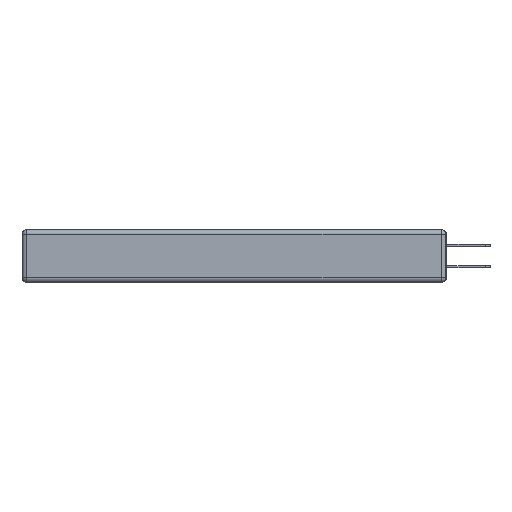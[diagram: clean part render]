
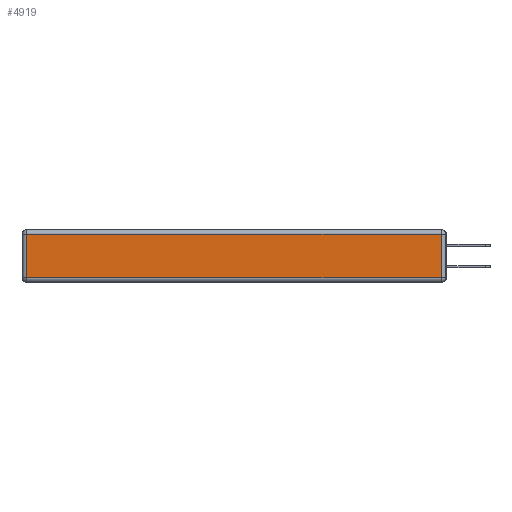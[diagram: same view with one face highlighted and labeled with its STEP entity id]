
A CAD part, left-side view. The second image highlights one B-rep face of the part: STEP entity #4919.
In plain terms, the highlighted planar face has unit normal (-1, 0, 0).
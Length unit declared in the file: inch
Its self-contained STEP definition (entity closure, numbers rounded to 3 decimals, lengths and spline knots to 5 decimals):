
#186 = DIRECTION ( 'NONE',  ( 0., 0., -1. ) ) ;
#458 = CARTESIAN_POINT ( 'NONE',  ( 0., 2.72, -0.343 ) ) ;
#2539 = CARTESIAN_POINT ( 'NONE',  ( 0., 0.03, -0.03 ) ) ;
#3371 = ORIENTED_EDGE ( 'NONE', *, *, #21348, .T. ) ;
#4101 = CARTESIAN_POINT ( 'NONE',  ( 0., 2.72, -0.03 ) ) ;
#4254 = LINE ( 'NONE', #15300, #25315 ) ;
#4392 = EDGE_CURVE ( 'NONE', #8652, #10451, #12107, .T. ) ;
#4919 = ADVANCED_FACE ( 'NONE', ( #29493 ), #29218, .T. ) ;
#5858 = CARTESIAN_POINT ( 'NONE',  ( 0., 2.72, -0.313 ) ) ;
#7157 = CARTESIAN_POINT ( 'NONE',  ( 0., 0.03, -0.313 ) ) ;
#7393 = LINE ( 'NONE', #9724, #9604 ) ;
#8175 = DIRECTION ( 'NONE',  ( 0., 0., 1. ) ) ;
#8423 = DIRECTION ( 'NONE',  ( 0., 0., 1. ) ) ;
#8652 = VERTEX_POINT ( 'NONE', #2539 ) ;
#9403 = LINE ( 'NONE', #458, #18832 ) ;
#9604 = VECTOR ( 'NONE', #8175, 39.37008 ) ;
#9724 = CARTESIAN_POINT ( 'NONE',  ( 0., 0.03, -0.343 ) ) ;
#10451 = VERTEX_POINT ( 'NONE', #4101 ) ;
#10840 = DIRECTION ( 'NONE',  ( 0., -1., 0. ) ) ;
#12107 = LINE ( 'NONE', #29709, #29903 ) ;
#14689 = VERTEX_POINT ( 'NONE', #7157 ) ;
#14907 = ORIENTED_EDGE ( 'NONE', *, *, #4392, .T. ) ;
#15300 = CARTESIAN_POINT ( 'NONE',  ( 0., 0., -0.313 ) ) ;
#15726 = DIRECTION ( 'NONE',  ( 0., 1., 0. ) ) ;
#16309 = EDGE_CURVE ( 'NONE', #14689, #8652, #7393, .T. ) ;
#18832 = VECTOR ( 'NONE', #186, 39.37008 ) ;
#19174 = ORIENTED_EDGE ( 'NONE', *, *, #16309, .T. ) ;
#21348 = EDGE_CURVE ( 'NONE', #10451, #23992, #9403, .T. ) ;
#22327 = DIRECTION ( 'NONE',  ( -1., 0., 0. ) ) ;
#23689 = AXIS2_PLACEMENT_3D ( 'NONE', #29328, #22327, #8423 ) ;
#23992 = VERTEX_POINT ( 'NONE', #5858 ) ;
#25315 = VECTOR ( 'NONE', #10840, 39.37008 ) ;
#25920 = ORIENTED_EDGE ( 'NONE', *, *, #26774, .T. ) ;
#26774 = EDGE_CURVE ( 'NONE', #23992, #14689, #4254, .T. ) ;
#27975 = EDGE_LOOP ( 'NONE', ( #25920, #19174, #14907, #3371 ) ) ;
#29218 = PLANE ( 'NONE',  #23689 ) ;
#29328 = CARTESIAN_POINT ( 'NONE',  ( 0., 0., -0.343 ) ) ;
#29493 = FACE_OUTER_BOUND ( 'NONE', #27975, .T. ) ;
#29709 = CARTESIAN_POINT ( 'NONE',  ( 0., 2.75, -0.03 ) ) ;
#29903 = VECTOR ( 'NONE', #15726, 39.37008 ) ;
